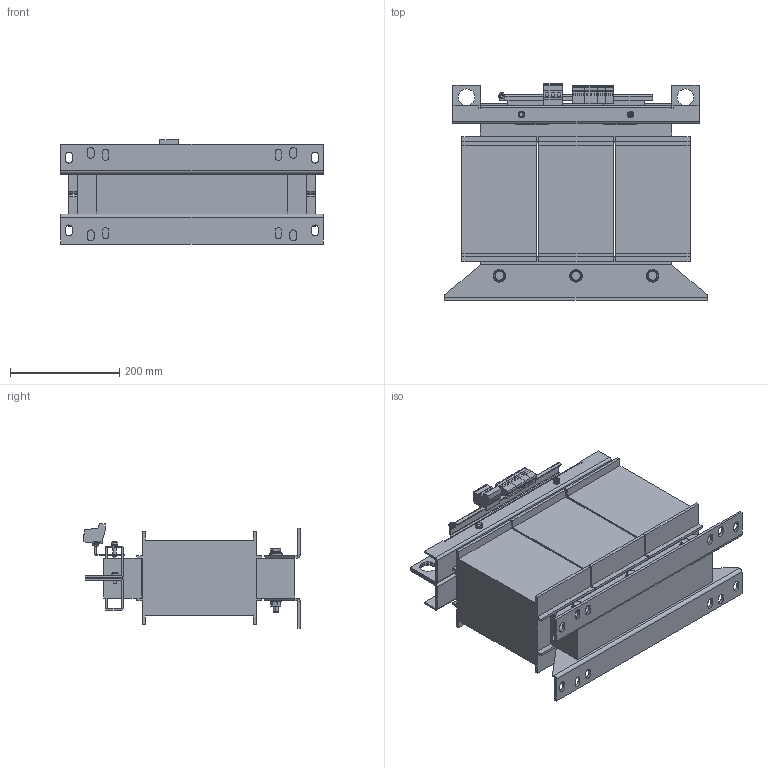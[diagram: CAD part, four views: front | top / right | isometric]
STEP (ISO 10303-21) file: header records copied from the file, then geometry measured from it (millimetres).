
FILE_DESCRIPTION (( 'STEP AP214' ), '1' );
FILE_NAME ('186783.STEP', '2020-05-28T18:45:42', ( '' ), ( '' ), 'SwSTEP 2.0', 'SolidWorks 2018', '' );
FILE_SCHEMA (( 'AUTOMOTIVE_DESIGN' ));
Length unit declared in the file: millimetre
Products named in the file (1): 186783
Bounding box: 480 x 396.45 x 190.55 mm (x, y, z)
Volume: 16549772.9 mm3; surface area: 1041808.7 mm2
Topology: 1 solids, 1 shells, 970 faces, 2462 edges, 1531 vertices
Faces by surface type: plane 670, cylinder 192, cone 72, torus 26, sphere 8, bspline 2
Entity records: 29435 total; most frequent: CARTESIAN_POINT 5828, ORIENTED_EDGE 4916, DIRECTION 4799, EDGE_CURVE 2458, VECTOR 1747, LINE 1747, VERTEX_POINT 1531, AXIS2_PLACEMENT_3D 1526
